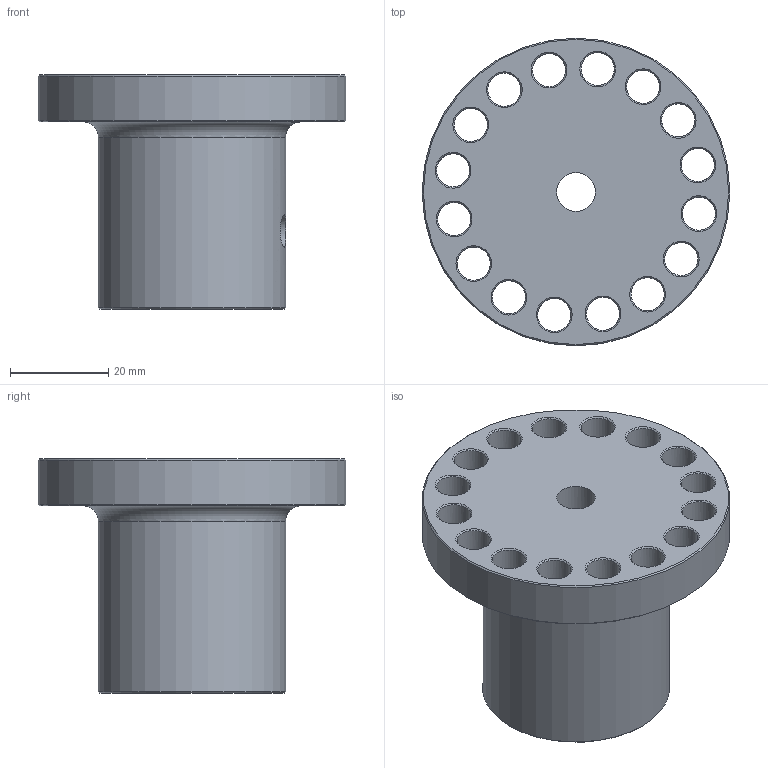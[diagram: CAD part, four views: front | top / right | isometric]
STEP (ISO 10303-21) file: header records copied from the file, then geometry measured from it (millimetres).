
FILE_DESCRIPTION(/* description */ (''),/* implementation_level */ '2;1');
FILE_NAME(/* name */ 'W209 - Windlass Hub PRODUCTION 14MM shaft.step',/* time_stamp */ '2023-11-20T14:42:31-08:00',/* author */ (''),/* organization */ (''),/* preprocessor_version */ 'ST-DEVELOPER v20',/* originating_system */ 'Autodesk Translation Framework v12.14.0.127',/* authorisation */ '');
FILE_SCHEMA (('AUTOMOTIVE_DESIGN { 1 0 10303 214 3 1 1 }'));
Length unit declared in the file: inch
Products named in the file (2): Windlass V4 CHINA; winch hub
Assembly tree (1 placements, depth 2):
  Windlass V4 CHINA
    winch hub
Bounding box: 62.61 x 62.61 x 47.62 mm (x, y, z)
Volume: 60462.6 mm3; surface area: 16652 mm2
Topology: 1 solids, 1 shells, 118 faces, 352 edges, 219 vertices
Faces by surface type: bspline 48, cone 36, cylinder 23, plane 10, torus 1
Full cylindrical faces by diameter (mm): 4.762 x1, 6.54 x2, 6.747 x16, 7.94 x1, 38.1 x1, 62.611 x1
Entity records: 5132 total; most frequent: CARTESIAN_POINT 2122, ORIENTED_EDGE 704, DIRECTION 502, EDGE_CURVE 352, VERTEX_POINT 219, AXIS2_PLACEMENT_3D 188, EDGE_LOOP 141, LINE 126
